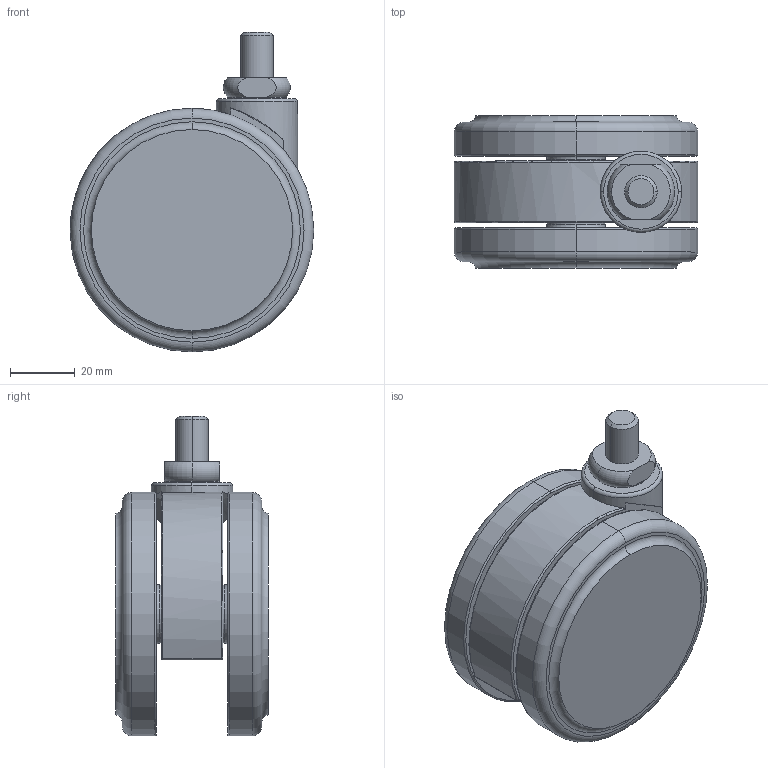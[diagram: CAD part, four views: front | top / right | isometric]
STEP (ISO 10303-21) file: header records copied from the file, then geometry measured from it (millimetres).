
FILE_DESCRIPTION (( 'STEP AP214' ), '1' );
FILE_NAME ('TCA_KFW075N10.STEP', '2016-04-28T06:39:04', ( '' ), ( '' ), 'SwSTEP 2.0', 'SolidWorks 2015', '' );
FILE_SCHEMA (( 'AUTOMOTIVE_DESIGN' ));
Length unit declared in the file: millimetre
Products named in the file (5): TCA_KFW075N10; wheel_mr; wheel; main shaft; body
Assembly tree (4 placements, depth 2):
  TCA_KFW075N10
    body
    main shaft
    wheel
    wheel_mr
Bounding box: 75 x 47 x 98.5 mm (x, y, z)
Volume: 159819.4 mm3; surface area: 36885.1 mm2
Topology: 4 solids, 4 shells, 126 faces, 281 edges, 166 vertices
Faces by surface type: cylinder 45, plane 35, torus 34, sphere 6, cone 6
Entity records: 3901 total; most frequent: CARTESIAN_POINT 840, DIRECTION 687, ORIENTED_EDGE 550, AXIS2_PLACEMENT_3D 295, EDGE_CURVE 275, VERTEX_POINT 166, CIRCLE 162, EDGE_LOOP 137
